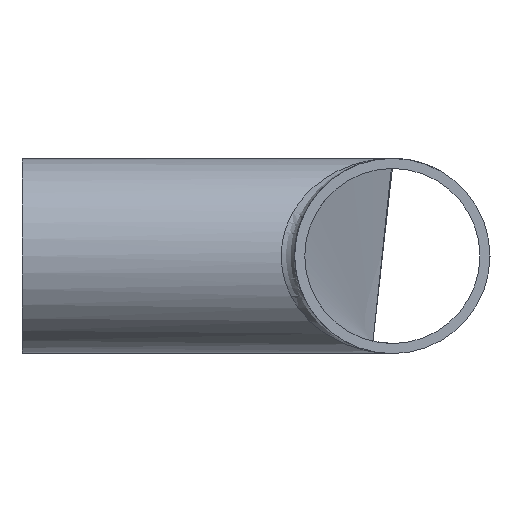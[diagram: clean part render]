
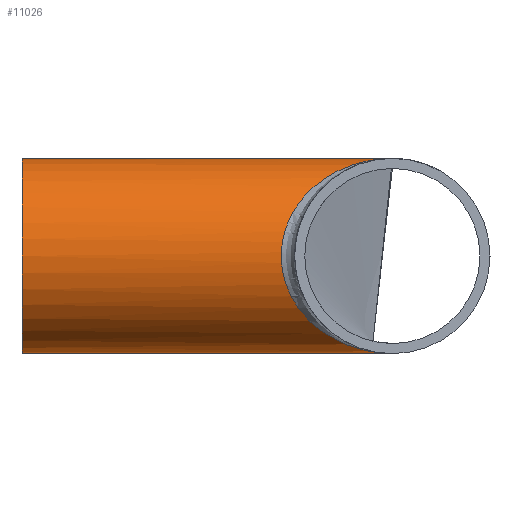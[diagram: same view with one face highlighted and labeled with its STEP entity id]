
A CAD part, left-side view. The second image highlights one B-rep face of the part: STEP entity #11026.
In plain terms, the highlighted cylindrical face has radius 14.5 mm (diameter 29 mm), a full revolution.
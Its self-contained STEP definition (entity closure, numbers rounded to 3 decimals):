
#21 = EDGE_LOOP ( 'NONE', ( #571 ) ) ;
#270 = CARTESIAN_POINT ( 'NONE',  ( 0., 55., 0. ) ) ;
#434 = CARTESIAN_POINT ( 'NONE',  ( 0., 55., 14.5 ) ) ;
#545 = AXIS2_PLACEMENT_3D ( 'NONE', #5611, #856, #8905 ) ;
#571 = ORIENTED_EDGE ( 'NONE', *, *, #9913, .F. ) ;
#856 = DIRECTION ( 'NONE',  ( 0., 1., 0. ) ) ;
#888 = CARTESIAN_POINT ( 'NONE',  ( 0., 0., -14.5 ) ) ;
#2171 =( BOUNDED_CURVE ( )  B_SPLINE_CURVE ( 3, ( #12792, #8080, #10145, #4467 ),
 .UNSPECIFIED., .F., .T. ) 
 B_SPLINE_CURVE_WITH_KNOTS ( ( 4, 4 ),
 ( 4.712, 7.854 ),
 .UNSPECIFIED. ) 
 CURVE ( )  GEOMETRIC_REPRESENTATION_ITEM ( )  RATIONAL_B_SPLINE_CURVE ( ( 1., 0.333, 0.333, 1. ) ) 
 REPRESENTATION_ITEM ( '' )  );
#2678 = VERTEX_POINT ( 'NONE', #434 ) ;
#3104 = EDGE_CURVE ( 'NONE', #9430, #3173, #2171, .T. ) ;
#3173 = VERTEX_POINT ( 'NONE', #5517 ) ;
#4467 = CARTESIAN_POINT ( 'NONE',  ( 0., 0., 14.5 ) ) ;
#4760 = EDGE_LOOP ( 'NONE', ( #13041, #15141 ) ) ;
#5009 = CIRCLE ( 'NONE', #545, 14.5 ) ;
#5517 = CARTESIAN_POINT ( 'NONE',  ( 0., 0., 14.5 ) ) ;
#5611 = CARTESIAN_POINT ( 'NONE',  ( 0., 55., 0. ) ) ;
#6874 = CARTESIAN_POINT ( 'NONE',  ( 29., 33., -14.5 ) ) ;
#6942 = EDGE_CURVE ( 'NONE', #3173, #9430, #13832, .T. ) ;
#7394 = FACE_OUTER_BOUND ( 'NONE', #21, .T. ) ;
#7471 = DIRECTION ( 'NONE',  ( 0., -1., 0. ) ) ;
#8080 = CARTESIAN_POINT ( 'NONE',  ( -29., 33., -14.5 ) ) ;
#8905 = DIRECTION ( 'NONE',  ( 0., 0., 1. ) ) ;
#9430 = VERTEX_POINT ( 'NONE', #14828 ) ;
#9684 = DIRECTION ( 'NONE',  ( 0., 0., -1. ) ) ;
#9913 = EDGE_CURVE ( 'NONE', #2678, #2678, #5009, .T. ) ;
#10145 = CARTESIAN_POINT ( 'NONE',  ( -29., 33., 14.5 ) ) ;
#10235 = CARTESIAN_POINT ( 'NONE',  ( 29., 33., 14.5 ) ) ;
#11026 = ADVANCED_FACE ( 'NONE', ( #12239, #7394 ), #14563, .T. ) ;
#11463 = CARTESIAN_POINT ( 'NONE',  ( 0., 0., 14.5 ) ) ;
#12239 = FACE_OUTER_BOUND ( 'NONE', #4760, .T. ) ;
#12792 = CARTESIAN_POINT ( 'NONE',  ( 0., 0., -14.5 ) ) ;
#13041 = ORIENTED_EDGE ( 'NONE', *, *, #3104, .T. ) ;
#13832 =( BOUNDED_CURVE ( )  B_SPLINE_CURVE ( 3, ( #11463, #10235, #6874, #888 ),
 .UNSPECIFIED., .F., .T. ) 
 B_SPLINE_CURVE_WITH_KNOTS ( ( 4, 4 ),
 ( 1.571, 4.712 ),
 .UNSPECIFIED. ) 
 CURVE ( )  GEOMETRIC_REPRESENTATION_ITEM ( )  RATIONAL_B_SPLINE_CURVE ( ( 1., 0.333, 0.333, 1. ) ) 
 REPRESENTATION_ITEM ( '' )  );
#14496 = AXIS2_PLACEMENT_3D ( 'NONE', #270, #7471, #9684 ) ;
#14563 = CYLINDRICAL_SURFACE ( 'NONE', #14496, 14.5 ) ;
#14828 = CARTESIAN_POINT ( 'NONE',  ( 0., 0., -14.5 ) ) ;
#15141 = ORIENTED_EDGE ( 'NONE', *, *, #6942, .T. ) ;
